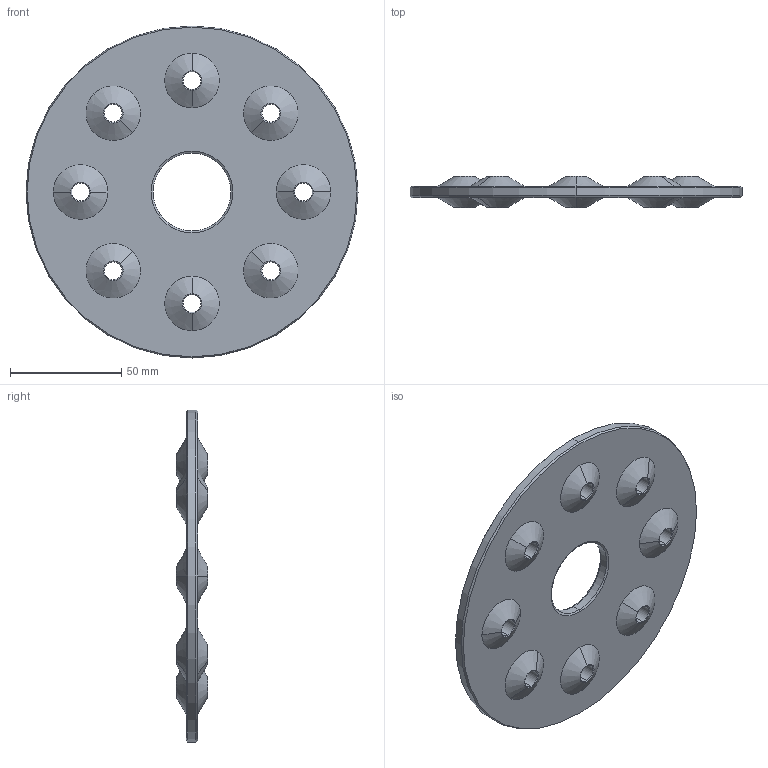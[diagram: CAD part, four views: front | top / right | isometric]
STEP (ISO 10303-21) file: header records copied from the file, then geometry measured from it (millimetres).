
FILE_DESCRIPTION (( 'STEP AP214' ), '1' );
FILE_NAME ('Öåíòðèðóþùàÿ ïðîñòàâêà.STEP', '2024-01-15T14:47:52', ( '' ), ( '' ), 'SwSTEP 2.0', 'SolidWorks 2021', '' );
FILE_SCHEMA (( 'AUTOMOTIVE_DESIGN' ));
Length unit declared in the file: millimetre
Products named in the file (1): Öåíòðèðóþùàÿ ïðîñòàâêà
Bounding box: 149 x 14 x 149 mm (x, y, z)
Volume: 93311 mm3; surface area: 38364.4 mm2
Topology: 1 solids, 1 shells, 94 faces, 228 edges, 136 vertices
Faces by surface type: cone 72, cylinder 20, plane 2
Entity records: 2834 total; most frequent: DIRECTION 554, CARTESIAN_POINT 459, ORIENTED_EDGE 456, AXIS2_PLACEMENT_3D 231, EDGE_CURVE 228, CIRCLE 136, VERTEX_POINT 136, EDGE_LOOP 112
